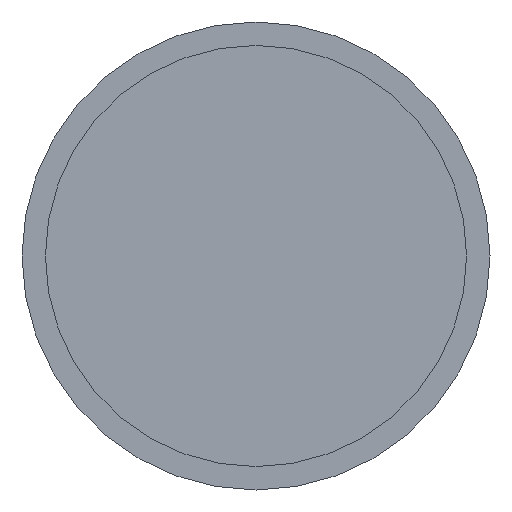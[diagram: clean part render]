
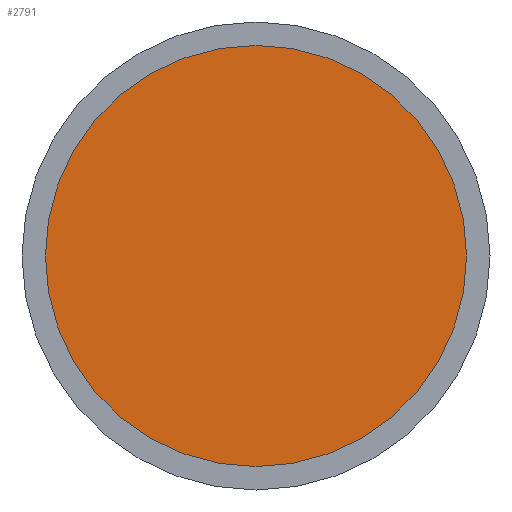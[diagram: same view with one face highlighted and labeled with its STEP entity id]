
A CAD part, front view. The second image highlights one B-rep face of the part: STEP entity #2791.
In plain terms, the highlighted planar face has unit normal (0, -1, 0).
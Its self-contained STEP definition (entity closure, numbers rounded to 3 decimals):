
#182 = PLANE ( 'NONE',  #2889 ) ;
#252 = EDGE_CURVE ( 'NONE', #254, #1248, #3821, .T. ) ;
#254 = VERTEX_POINT ( 'NONE', #1843 ) ;
#278 = AXIS2_PLACEMENT_3D ( 'NONE', #2638, #3908, #1035 ) ;
#473 = EDGE_CURVE ( 'NONE', #1248, #254, #3896, .T. ) ;
#1035 = DIRECTION ( 'NONE',  ( 0., 0., 1. ) ) ;
#1248 = VERTEX_POINT ( 'NONE', #2714 ) ;
#1333 = EDGE_LOOP ( 'NONE', ( #2559, #3744 ) ) ;
#1416 = DIRECTION ( 'NONE',  ( 0., 0., 1. ) ) ;
#1843 = CARTESIAN_POINT ( 'NONE',  ( 0., 0., -90. ) ) ;
#2015 = AXIS2_PLACEMENT_3D ( 'NONE', #2133, #3134, #3738 ) ;
#2133 = CARTESIAN_POINT ( 'NONE',  ( 0., 0., 0. ) ) ;
#2353 = DIRECTION ( 'NONE',  ( 0., 1., 0. ) ) ;
#2389 = CARTESIAN_POINT ( 'NONE',  ( 0., 0., 0. ) ) ;
#2559 = ORIENTED_EDGE ( 'NONE', *, *, #252, .F. ) ;
#2638 = CARTESIAN_POINT ( 'NONE',  ( 0., 0., 0. ) ) ;
#2714 = CARTESIAN_POINT ( 'NONE',  ( 0., 0., 90. ) ) ;
#2791 = ADVANCED_FACE ( 'NONE', ( #3621 ), #182, .F. ) ;
#2889 = AXIS2_PLACEMENT_3D ( 'NONE', #2389, #2353, #1416 ) ;
#3134 = DIRECTION ( 'NONE',  ( 0., 1., 0. ) ) ;
#3621 = FACE_OUTER_BOUND ( 'NONE', #1333, .T. ) ;
#3738 = DIRECTION ( 'NONE',  ( 0., 0., 1. ) ) ;
#3744 = ORIENTED_EDGE ( 'NONE', *, *, #473, .F. ) ;
#3821 = CIRCLE ( 'NONE', #2015, 90. ) ;
#3896 = CIRCLE ( 'NONE', #278, 90. ) ;
#3908 = DIRECTION ( 'NONE',  ( 0., 1., 0. ) ) ;
